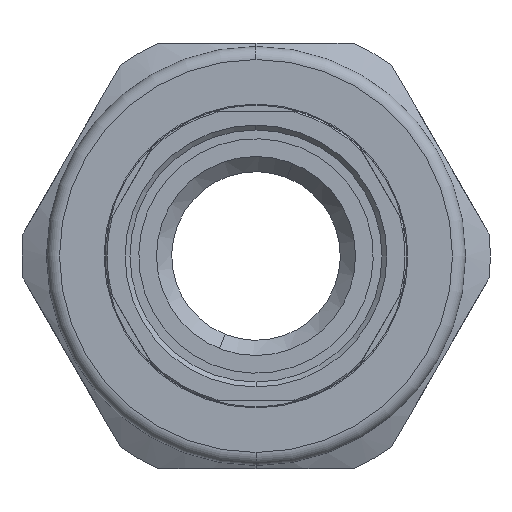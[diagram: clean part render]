
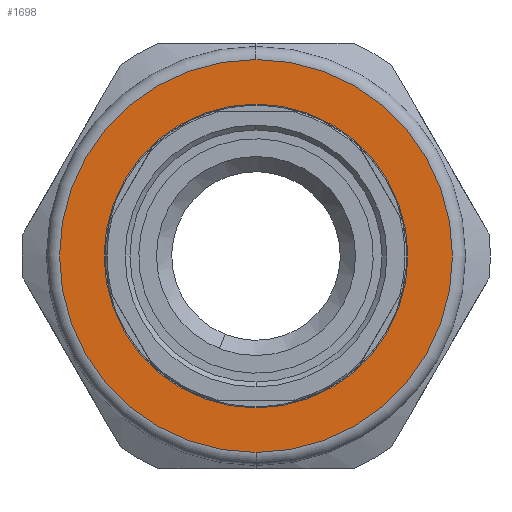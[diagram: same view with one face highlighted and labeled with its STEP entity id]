
A CAD part, left-side view. The second image highlights one B-rep face of the part: STEP entity #1698.
In plain terms, the highlighted planar face has unit normal (-1, 0, 0).
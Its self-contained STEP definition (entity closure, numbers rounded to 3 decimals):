
#21 = DIRECTION ( 'NONE',  ( 1., 0., 0. ) ) ;
#148 = EDGE_CURVE ( 'NONE', #2948, #602, #2752, .T. ) ;
#297 = CARTESIAN_POINT ( 'NONE',  ( -6.13, 0., 23.2 ) ) ;
#484 = AXIS2_PLACEMENT_3D ( 'NONE', #2250, #498, #715 ) ;
#491 = AXIS2_PLACEMENT_3D ( 'NONE', #2760, #2719, #1861 ) ;
#498 = DIRECTION ( 'NONE',  ( -1., 0., 0. ) ) ;
#584 = CARTESIAN_POINT ( 'NONE',  ( -6.13, 0., 0. ) ) ;
#602 = VERTEX_POINT ( 'NONE', #297 ) ;
#651 = EDGE_LOOP ( 'NONE', ( #3139, #1158 ) ) ;
#715 = DIRECTION ( 'NONE',  ( 0., 0., 1. ) ) ;
#902 = AXIS2_PLACEMENT_3D ( 'NONE', #2073, #1324, #2337 ) ;
#1105 = CARTESIAN_POINT ( 'NONE',  ( -6.13, 0., -23.2 ) ) ;
#1158 = ORIENTED_EDGE ( 'NONE', *, *, #1846, .F. ) ;
#1166 = ORIENTED_EDGE ( 'NONE', *, *, #3234, .T. ) ;
#1236 = EDGE_CURVE ( 'NONE', #1480, #2410, #1459, .T. ) ;
#1324 = DIRECTION ( 'NONE',  ( 1., 0., 0. ) ) ;
#1459 = CIRCLE ( 'NONE', #902, 30. ) ;
#1480 = VERTEX_POINT ( 'NONE', #3171 ) ;
#1518 = FACE_BOUND ( 'NONE', #2805, .T. ) ;
#1698 = ADVANCED_FACE ( 'NONE', ( #1518, #2772 ), #1979, .T. ) ;
#1711 = ORIENTED_EDGE ( 'NONE', *, *, #148, .T. ) ;
#1795 = CIRCLE ( 'NONE', #1965, 30. ) ;
#1813 = CARTESIAN_POINT ( 'NONE',  ( -6.13, 0., 30. ) ) ;
#1846 = EDGE_CURVE ( 'NONE', #2410, #1480, #1795, .T. ) ;
#1861 = DIRECTION ( 'NONE',  ( 0., 0., -1. ) ) ;
#1965 = AXIS2_PLACEMENT_3D ( 'NONE', #584, #3213, #2869 ) ;
#1979 = PLANE ( 'NONE',  #484 ) ;
#2073 = CARTESIAN_POINT ( 'NONE',  ( -6.13, 0., 0. ) ) ;
#2250 = CARTESIAN_POINT ( 'NONE',  ( -6.13, 0., 0. ) ) ;
#2337 = DIRECTION ( 'NONE',  ( 0., 0., -1. ) ) ;
#2410 = VERTEX_POINT ( 'NONE', #1813 ) ;
#2423 = AXIS2_PLACEMENT_3D ( 'NONE', #3113, #21, #2848 ) ;
#2719 = DIRECTION ( 'NONE',  ( 1., 0., 0. ) ) ;
#2752 = CIRCLE ( 'NONE', #2423, 23.2 ) ;
#2760 = CARTESIAN_POINT ( 'NONE',  ( -6.13, 0., 0. ) ) ;
#2772 = FACE_OUTER_BOUND ( 'NONE', #651, .T. ) ;
#2805 = EDGE_LOOP ( 'NONE', ( #1711, #1166 ) ) ;
#2848 = DIRECTION ( 'NONE',  ( 0., 0., -1. ) ) ;
#2869 = DIRECTION ( 'NONE',  ( 0., 0., -1. ) ) ;
#2948 = VERTEX_POINT ( 'NONE', #1105 ) ;
#3113 = CARTESIAN_POINT ( 'NONE',  ( -6.13, 0., 0. ) ) ;
#3139 = ORIENTED_EDGE ( 'NONE', *, *, #1236, .F. ) ;
#3171 = CARTESIAN_POINT ( 'NONE',  ( -6.13, 0., -30. ) ) ;
#3203 = CIRCLE ( 'NONE', #491, 23.2 ) ;
#3213 = DIRECTION ( 'NONE',  ( 1., 0., 0. ) ) ;
#3234 = EDGE_CURVE ( 'NONE', #602, #2948, #3203, .T. ) ;
